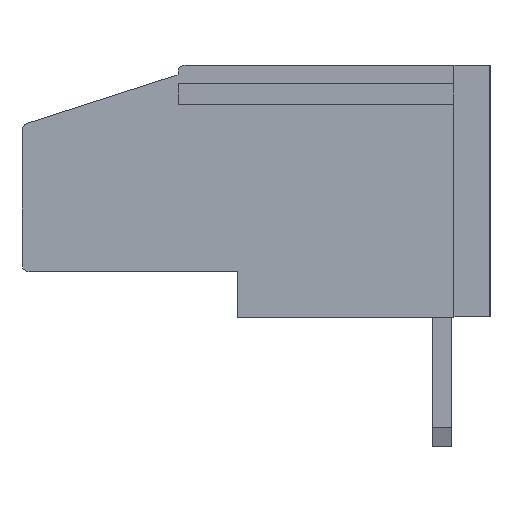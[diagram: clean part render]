
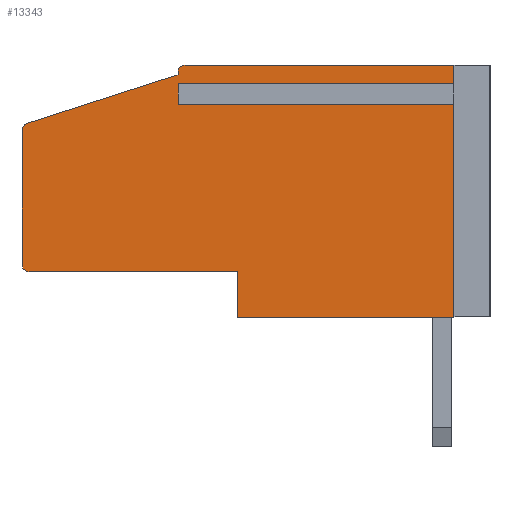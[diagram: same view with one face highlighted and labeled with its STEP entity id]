
A CAD part, left-side view. The second image highlights one B-rep face of the part: STEP entity #13343.
In plain terms, the highlighted planar face has unit normal (-1, 0, 0).
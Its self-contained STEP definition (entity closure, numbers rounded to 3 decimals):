
#464 = VECTOR ( 'NONE', #5584, 1000. ) ;
#619 = DIRECTION ( 'NONE',  ( 0., -1., 0. ) ) ;
#1432 = DIRECTION ( 'NONE',  ( 0., 0., -1. ) ) ;
#1549 = ORIENTED_EDGE ( 'NONE', *, *, #23308, .F. ) ;
#1719 = CARTESIAN_POINT ( 'NONE',  ( 0., 19.5, 2.2 ) ) ;
#1864 = VERTEX_POINT ( 'NONE', #15081 ) ;
#1940 = LINE ( 'NONE', #29851, #19699 ) ;
#2472 = VECTOR ( 'NONE', #1432, 1000. ) ;
#2576 = DIRECTION ( 'NONE',  ( 0., 0., -1. ) ) ;
#2790 = DIRECTION ( 'NONE',  ( 0., 0., -1. ) ) ;
#3249 = CARTESIAN_POINT ( 'NONE',  ( 0., 1.5, 0. ) ) ;
#3399 = ORIENTED_EDGE ( 'NONE', *, *, #31753, .F. ) ;
#3818 = VERTEX_POINT ( 'NONE', #26214 ) ;
#3949 = AXIS2_PLACEMENT_3D ( 'NONE', #16491, #26880, #32082 ) ;
#3955 = LINE ( 'NONE', #24281, #2472 ) ;
#4115 = LINE ( 'NONE', #29339, #10995 ) ;
#4789 = EDGE_CURVE ( 'NONE', #18734, #3818, #26771, .T. ) ;
#5258 = VERTEX_POINT ( 'NONE', #29535 ) ;
#5423 = CARTESIAN_POINT ( 'NONE',  ( 0., 1.5, 10.5 ) ) ;
#5584 = DIRECTION ( 'NONE',  ( 0., 0., -1. ) ) ;
#5945 = CARTESIAN_POINT ( 'NONE',  ( 0., 13., 9.502 ) ) ;
#5949 = CARTESIAN_POINT ( 'NONE',  ( 0., 1.5, 9.098 ) ) ;
#7111 = DIRECTION ( 'NONE',  ( 0., -1., 0. ) ) ;
#7433 = CARTESIAN_POINT ( 'NONE',  ( 0., 13., 9.098 ) ) ;
#7500 = VERTEX_POINT ( 'NONE', #12776 ) ;
#8407 = CARTESIAN_POINT ( 'NONE',  ( 0., 12.7, 10.2 ) ) ;
#8793 = VECTOR ( 'NONE', #2790, 1000. ) ;
#8866 = CARTESIAN_POINT ( 'NONE',  ( 0., 13., 10.1 ) ) ;
#9088 = EDGE_LOOP ( 'NONE', ( #30270, #32625, #1549, #30783, #23828, #12692, #20717, #3399, #11975, #19769, #28807, #16036, #18297, #29824, #28382 ) ) ;
#9328 = VECTOR ( 'NONE', #21117, 1000. ) ;
#9631 = VERTEX_POINT ( 'NONE', #5949 ) ;
#9752 = LINE ( 'NONE', #15118, #25957 ) ;
#9971 = CARTESIAN_POINT ( 'NONE',  ( 0., 19.5, 1.9 ) ) ;
#10150 = LINE ( 'NONE', #10310, #13204 ) ;
#10310 = CARTESIAN_POINT ( 'NONE',  ( 0., 10.5, 1.9 ) ) ;
#10501 = DIRECTION ( 'NONE',  ( 1., 0., 0. ) ) ;
#10634 = DIRECTION ( 'NONE',  ( 0., 0., 1. ) ) ;
#10858 = LINE ( 'NONE', #5945, #9328 ) ;
#10995 = VECTOR ( 'NONE', #32192, 1000. ) ;
#11626 = VECTOR ( 'NONE', #16199, 1000. ) ;
#11975 = ORIENTED_EDGE ( 'NONE', *, *, #24747, .T. ) ;
#12070 = DIRECTION ( 'NONE',  ( -1., 0., 0. ) ) ;
#12290 = DIRECTION ( 'NONE',  ( 0., 0., -1. ) ) ;
#12417 = DIRECTION ( 'NONE',  ( 0., -1., 0. ) ) ;
#12517 = CARTESIAN_POINT ( 'NONE',  ( 0., 19.5, 10.5 ) ) ;
#12692 = ORIENTED_EDGE ( 'NONE', *, *, #14924, .F. ) ;
#12776 = CARTESIAN_POINT ( 'NONE',  ( 0., 1.5, 9.502 ) ) ;
#12909 = VECTOR ( 'NONE', #7111, 1000. ) ;
#13204 = VECTOR ( 'NONE', #10634, 1000. ) ;
#13343 = ADVANCED_FACE ( 'NONE', ( #30495 ), #17910, .F. ) ;
#13387 = LINE ( 'NONE', #31357, #8793 ) ;
#14924 = EDGE_CURVE ( 'NONE', #9631, #22675, #3955, .T. ) ;
#15081 = CARTESIAN_POINT ( 'NONE',  ( 0., 1.5, 10.5 ) ) ;
#15118 = CARTESIAN_POINT ( 'NONE',  ( 0., 19.5, 0. ) ) ;
#15233 = EDGE_CURVE ( 'NONE', #20852, #3818, #28288, .T. ) ;
#16036 = ORIENTED_EDGE ( 'NONE', *, *, #32455, .T. ) ;
#16199 = DIRECTION ( 'NONE',  ( 0., 0., 1. ) ) ;
#16331 = CIRCLE ( 'NONE', #3949, 0.3 ) ;
#16463 = CIRCLE ( 'NONE', #23408, 0.3 ) ;
#16491 = CARTESIAN_POINT ( 'NONE',  ( 0., 19.2, 2.2 ) ) ;
#16635 = VERTEX_POINT ( 'NONE', #28016 ) ;
#16809 = EDGE_CURVE ( 'NONE', #1864, #7500, #25774, .T. ) ;
#17910 = PLANE ( 'NONE',  #26638 ) ;
#18297 = ORIENTED_EDGE ( 'NONE', *, *, #30109, .F. ) ;
#18354 = VECTOR ( 'NONE', #23700, 1000. ) ;
#18734 = VERTEX_POINT ( 'NONE', #1719 ) ;
#18876 = EDGE_CURVE ( 'NONE', #5258, #9631, #28094, .T. ) ;
#19427 = VERTEX_POINT ( 'NONE', #30206 ) ;
#19699 = VECTOR ( 'NONE', #24636, 1000. ) ;
#19769 = ORIENTED_EDGE ( 'NONE', *, *, #16809, .F. ) ;
#20717 = ORIENTED_EDGE ( 'NONE', *, *, #18876, .F. ) ;
#20852 = VERTEX_POINT ( 'NONE', #27181 ) ;
#21117 = DIRECTION ( 'NONE',  ( 0., -1., 0. ) ) ;
#21942 = CARTESIAN_POINT ( 'NONE',  ( 0., 13., 10.2 ) ) ;
#22675 = VERTEX_POINT ( 'NONE', #3249 ) ;
#23073 = VERTEX_POINT ( 'NONE', #27319 ) ;
#23308 = EDGE_CURVE ( 'NONE', #19427, #29663, #32959, .T. ) ;
#23408 = AXIS2_PLACEMENT_3D ( 'NONE', #8407, #29759, #12290 ) ;
#23700 = DIRECTION ( 'NONE',  ( 0., 1., 0. ) ) ;
#23828 = ORIENTED_EDGE ( 'NONE', *, *, #31669, .T. ) ;
#23834 = EDGE_CURVE ( 'NONE', #30273, #1864, #31511, .T. ) ;
#23983 = AXIS2_PLACEMENT_3D ( 'NONE', #24467, #12070, #29865 ) ;
#24281 = CARTESIAN_POINT ( 'NONE',  ( 0., 1.5, 10.5 ) ) ;
#24467 = CARTESIAN_POINT ( 'NONE',  ( 0., 19.2, 7.782 ) ) ;
#24636 = DIRECTION ( 'NONE',  ( 0., 0., 1. ) ) ;
#24747 = EDGE_CURVE ( 'NONE', #16635, #7500, #10858, .T. ) ;
#24782 = VECTOR ( 'NONE', #619, 1000. ) ;
#25774 = LINE ( 'NONE', #5423, #464 ) ;
#25813 = CARTESIAN_POINT ( 'NONE',  ( 0., 19.5, 10.5 ) ) ;
#25957 = VECTOR ( 'NONE', #12417, 1000. ) ;
#26214 = CARTESIAN_POINT ( 'NONE',  ( 0., 19.5, 7.782 ) ) ;
#26638 = AXIS2_PLACEMENT_3D ( 'NONE', #12517, #10501, #2576 ) ;
#26771 = LINE ( 'NONE', #27096, #11626 ) ;
#26787 = CARTESIAN_POINT ( 'NONE',  ( 0., 19.2, 1.9 ) ) ;
#26880 = DIRECTION ( 'NONE',  ( -1., 0., 0. ) ) ;
#27096 = CARTESIAN_POINT ( 'NONE',  ( 0., 19.5, 10.5 ) ) ;
#27181 = CARTESIAN_POINT ( 'NONE',  ( 0., 19.292, 8.067 ) ) ;
#27319 = CARTESIAN_POINT ( 'NONE',  ( 0., 10.5, 0. ) ) ;
#27657 = EDGE_CURVE ( 'NONE', #20852, #32663, #4115, .T. ) ;
#28016 = CARTESIAN_POINT ( 'NONE',  ( 0., 13., 9.502 ) ) ;
#28094 = LINE ( 'NONE', #7433, #12909 ) ;
#28288 = CIRCLE ( 'NONE', #23983, 0.3 ) ;
#28382 = ORIENTED_EDGE ( 'NONE', *, *, #15233, .T. ) ;
#28807 = ORIENTED_EDGE ( 'NONE', *, *, #23834, .F. ) ;
#28841 = EDGE_CURVE ( 'NONE', #23073, #19427, #10150, .T. ) ;
#29339 = CARTESIAN_POINT ( 'NONE',  ( 0., 19.5, 8. ) ) ;
#29535 = CARTESIAN_POINT ( 'NONE',  ( 0., 13., 9.098 ) ) ;
#29609 = VERTEX_POINT ( 'NONE', #21942 ) ;
#29663 = VERTEX_POINT ( 'NONE', #26787 ) ;
#29759 = DIRECTION ( 'NONE',  ( -1., 0., 0. ) ) ;
#29824 = ORIENTED_EDGE ( 'NONE', *, *, #27657, .F. ) ;
#29851 = CARTESIAN_POINT ( 'NONE',  ( 0., 13., 10.1 ) ) ;
#29865 = DIRECTION ( 'NONE',  ( 0., 0., -1. ) ) ;
#30109 = EDGE_CURVE ( 'NONE', #32663, #29609, #1940, .T. ) ;
#30206 = CARTESIAN_POINT ( 'NONE',  ( 0., 10.5, 1.9 ) ) ;
#30270 = ORIENTED_EDGE ( 'NONE', *, *, #4789, .F. ) ;
#30273 = VERTEX_POINT ( 'NONE', #33182 ) ;
#30495 = FACE_OUTER_BOUND ( 'NONE', #9088, .T. ) ;
#30783 = ORIENTED_EDGE ( 'NONE', *, *, #28841, .F. ) ;
#31357 = CARTESIAN_POINT ( 'NONE',  ( 0., 13., 9.502 ) ) ;
#31511 = LINE ( 'NONE', #25813, #24782 ) ;
#31538 = EDGE_CURVE ( 'NONE', #18734, #29663, #16331, .T. ) ;
#31669 = EDGE_CURVE ( 'NONE', #23073, #22675, #9752, .T. ) ;
#31753 = EDGE_CURVE ( 'NONE', #16635, #5258, #13387, .T. ) ;
#32082 = DIRECTION ( 'NONE',  ( 0., 0., -1. ) ) ;
#32192 = DIRECTION ( 'NONE',  ( 0., -0.952, 0.307 ) ) ;
#32455 = EDGE_CURVE ( 'NONE', #30273, #29609, #16463, .T. ) ;
#32625 = ORIENTED_EDGE ( 'NONE', *, *, #31538, .T. ) ;
#32663 = VERTEX_POINT ( 'NONE', #8866 ) ;
#32959 = LINE ( 'NONE', #9971, #18354 ) ;
#33182 = CARTESIAN_POINT ( 'NONE',  ( 0., 12.7, 10.5 ) ) ;
